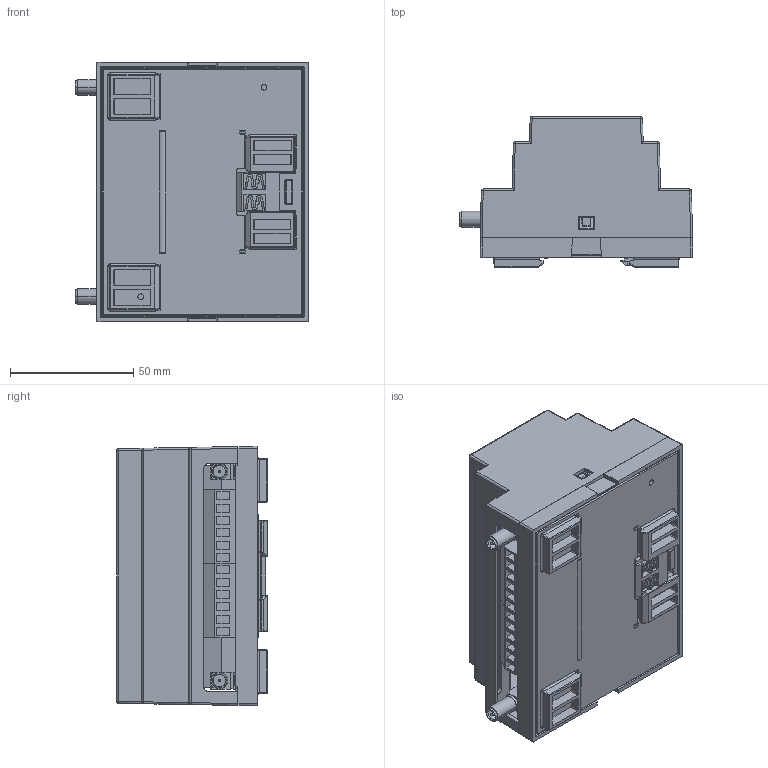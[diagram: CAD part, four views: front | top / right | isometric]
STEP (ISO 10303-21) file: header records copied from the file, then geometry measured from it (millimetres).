
FILE_DESCRIPTION((''),'2;1');
FILE_NAME('190033_ASM','2021-10-27T15:37:57',('PDMAdmin'),('BANNER ENGINEERING'),'CREO PARAMETRIC BY PTC INC, 2019292','CREO PARAMETRIC BY PTC INC, 2019292','');
FILE_SCHEMA(('CONFIG_CONTROL_DESIGN'));
Products named in the file (9): 221769; 187363; 179527D; 175748; 168975; 190033_WEB_ASM; 187093; 165860; 190033_ASM
Assembly tree (13 placements, depth 3):
  190033_ASM
    221769
    187363
    190033_WEB_ASM
      179527D
      175748  x2
      168975  x5
    187093
    165860
Bounding box: 94.7 x 61.1 x 105.28 mm (x, y, z)
Volume: 87988.5 mm3; surface area: 110019.3 mm2
Topology: 12 solids, 12 shells, 1719 faces, 4285 edges, 2745 vertices
Faces by surface type: plane 978, cylinder 575, sphere 62, bspline 56, cone 28, torus 20
Entity records: 38181 total; most frequent: CARTESIAN_POINT 10703, ORIENTED_EDGE 5782, DIRECTION 5421, EDGE_CURVE 2891, AXIS2_PLACEMENT_3D 1832, VERTEX_POINT 1821, VECTOR 1757, LINE 1757
